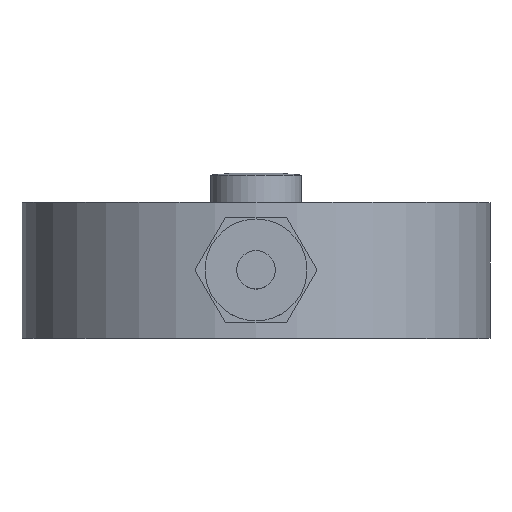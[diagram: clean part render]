
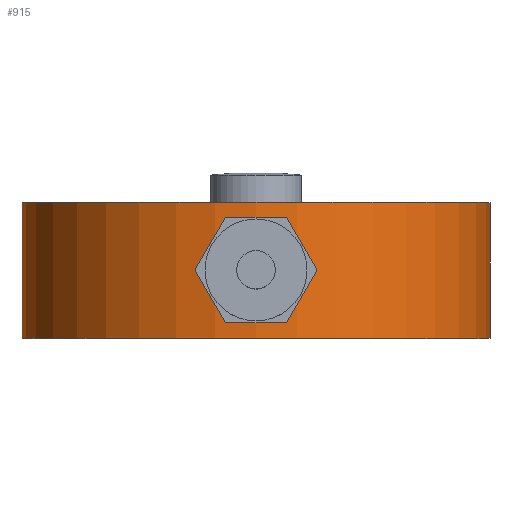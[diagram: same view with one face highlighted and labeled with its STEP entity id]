
A CAD part, top view. The second image highlights one B-rep face of the part: STEP entity #915.
In plain terms, the highlighted cylindrical face has radius 31 mm (diameter 62 mm), a full revolution.
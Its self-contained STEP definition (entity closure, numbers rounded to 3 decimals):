
#67=FACE_OUTER_BOUND('',#119,.T.);
#119=EDGE_LOOP('',(#657,#658,#659,#660,#661,#662));
#182=LINE('',#1480,#246);
#246=VECTOR('',#1173,31.);
#321=CIRCLE('',#1003,31.);
#322=CIRCLE('',#1004,31.);
#323=CIRCLE('',#1005,31.);
#324=CIRCLE('',#1006,31.);
#397=VERTEX_POINT('',#1475);
#398=VERTEX_POINT('',#1476);
#399=VERTEX_POINT('',#1479);
#400=VERTEX_POINT('',#1481);
#502=EDGE_CURVE('',#397,#398,#321,.T.);
#503=EDGE_CURVE('',#398,#397,#322,.T.);
#504=EDGE_CURVE('',#398,#399,#182,.T.);
#505=EDGE_CURVE('',#399,#400,#323,.T.);
#506=EDGE_CURVE('',#400,#399,#324,.T.);
#657=ORIENTED_EDGE('',*,*,#502,.F.);
#658=ORIENTED_EDGE('',*,*,#503,.F.);
#659=ORIENTED_EDGE('',*,*,#504,.T.);
#660=ORIENTED_EDGE('',*,*,#505,.T.);
#661=ORIENTED_EDGE('',*,*,#506,.T.);
#662=ORIENTED_EDGE('',*,*,#504,.F.);
#886=CYLINDRICAL_SURFACE('',#1002,31.);
#915=ADVANCED_FACE('',(#67),#886,.T.);
#1002=AXIS2_PLACEMENT_3D('',#1474,#1167,#1168);
#1003=AXIS2_PLACEMENT_3D('',#1477,#1169,#1170);
#1004=AXIS2_PLACEMENT_3D('',#1478,#1171,#1172);
#1005=AXIS2_PLACEMENT_3D('',#1482,#1174,#1175);
#1006=AXIS2_PLACEMENT_3D('',#1483,#1176,#1177);
#1167=DIRECTION('center_axis',(0.,-1.,0.));
#1168=DIRECTION('ref_axis',(0.,0.,-1.));
#1169=DIRECTION('center_axis',(0.,-1.,0.));
#1170=DIRECTION('ref_axis',(0.,0.,-1.));
#1171=DIRECTION('center_axis',(0.,-1.,0.));
#1172=DIRECTION('ref_axis',(0.,0.,-1.));
#1173=DIRECTION('',(0.,1.,0.));
#1174=DIRECTION('center_axis',(0.,-1.,0.));
#1175=DIRECTION('ref_axis',(0.,0.,-1.));
#1176=DIRECTION('center_axis',(0.,-1.,0.));
#1177=DIRECTION('ref_axis',(0.,0.,-1.));
#1474=CARTESIAN_POINT('Origin',(0.,-15.098,0.));
#1475=CARTESIAN_POINT('',(0.,0.,-31.));
#1476=CARTESIAN_POINT('',(0.,0.,31.));
#1477=CARTESIAN_POINT('Origin',(0.,0.,0.));
#1478=CARTESIAN_POINT('Origin',(0.,0.,0.));
#1479=CARTESIAN_POINT('',(0.,18.,31.));
#1480=CARTESIAN_POINT('',(0.,-15.098,31.));
#1481=CARTESIAN_POINT('',(0.,18.,-31.));
#1482=CARTESIAN_POINT('Origin',(0.,18.,0.));
#1483=CARTESIAN_POINT('Origin',(0.,18.,0.));
